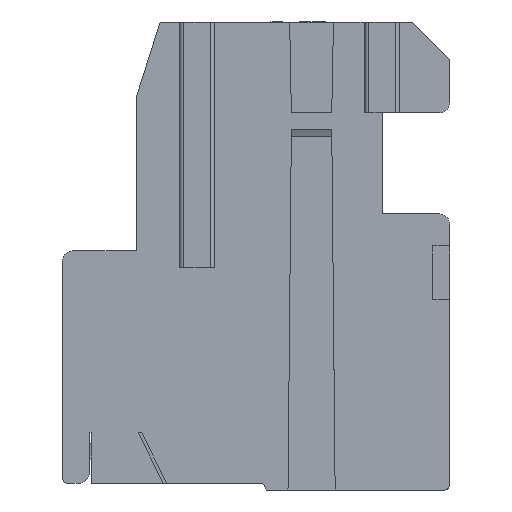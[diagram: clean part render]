
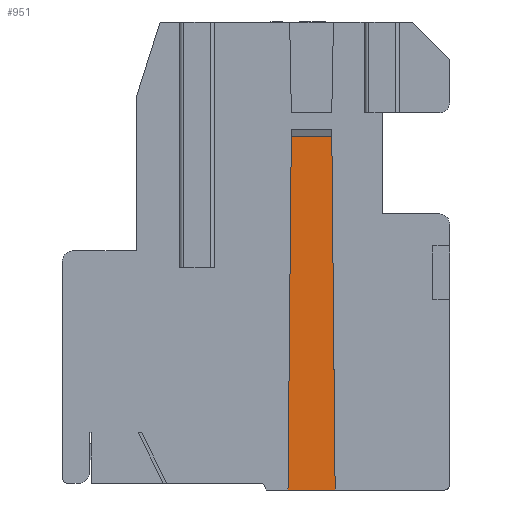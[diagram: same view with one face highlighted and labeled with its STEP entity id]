
A CAD part, left-side view. The second image highlights one B-rep face of the part: STEP entity #951.
In plain terms, the highlighted planar face has unit normal (-1, 0, 0).
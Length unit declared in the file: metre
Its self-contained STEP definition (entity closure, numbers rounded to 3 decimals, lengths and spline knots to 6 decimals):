
#951=ADVANCED_FACE('',(#2684),#2685,.F.);
#2684=FACE_OUTER_BOUND('',#5394,.T.);
#2685=PLANE('',#5395);
#5394=EDGE_LOOP('',(#8343,#8344,#8345,#8346));
#5395=AXIS2_PLACEMENT_3D('',#8347,#8348,#8349);
#8343=ORIENTED_EDGE('',*,*,#15733,.T.);
#8344=ORIENTED_EDGE('',*,*,#15726,.T.);
#8345=ORIENTED_EDGE('',*,*,#15663,.F.);
#8346=ORIENTED_EDGE('',*,*,#15593,.T.);
#8347=CARTESIAN_POINT('',(14.175207,11.736371,-0.036708));
#8348=DIRECTION('',(1.0,0.,0.));
#8349=DIRECTION('',(0.0,1.0,0.));
#15593=EDGE_CURVE('',#18612,#18613,#18614,.T.);
#15663=EDGE_CURVE('',#18612,#18732,#18733,.T.);
#15726=EDGE_CURVE('',#18825,#18732,#18828,.T.);
#15733=EDGE_CURVE('',#18613,#18825,#18839,.T.);
#18612=VERTEX_POINT('',#23124);
#18613=VERTEX_POINT('',#23125);
#18614=LINE('',#23126,#23127);
#18732=VERTEX_POINT('',#23288);
#18733=LINE('',#23289,#23290);
#18825=VERTEX_POINT('',#23415);
#18828=LINE('',#23420,#23421);
#18839=LINE('',#23436,#23437);
#23124=CARTESIAN_POINT('',(14.175207,11.736373,-0.026208));
#23125=CARTESIAN_POINT('',(14.175207,11.736471,-0.036708));
#23126=CARTESIAN_POINT('',(14.175207,11.736471,-0.036707));
#23127=VECTOR('',#29640,1.0);
#23288=CARTESIAN_POINT('',(14.175207,11.735169,-0.026208));
#23289=CARTESIAN_POINT('',(14.175207,11.737871,-0.026208));
#23290=VECTOR('',#29717,1.0);
#23415=CARTESIAN_POINT('',(14.175207,11.735071,-0.036708));
#23420=CARTESIAN_POINT('',(14.175207,11.735071,-0.036696));
#23421=VECTOR('',#29782,1.0);
#23436=CARTESIAN_POINT('',(14.175207,11.737871,-0.036708));
#23437=VECTOR('',#29787,1.0);
#29640=DIRECTION('',(0.,0.009,-1.));
#29717=DIRECTION('',(0.,-1.0,0.));
#29782=DIRECTION('',(0.,0.009,1.));
#29787=DIRECTION('',(0.,-1.0,0.));
